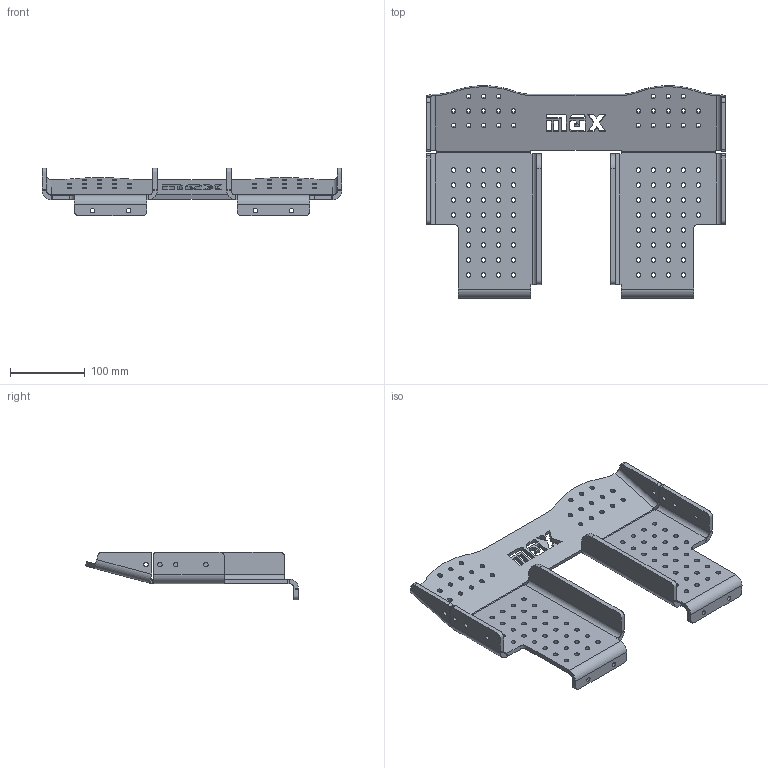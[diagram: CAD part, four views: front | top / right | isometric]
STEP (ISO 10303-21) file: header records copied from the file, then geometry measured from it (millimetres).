
FILE_DESCRIPTION(('Open CASCADE Model'),'2;1');
FILE_NAME('Open CASCADE Shape Model','2020-10-17T11:00:35',( 'CAD Processor'),('OPEN CASCADE S.A.S'), 'Open CASCADE STEP processor 7.4','CAD Processor','Unknown');
FILE_SCHEMA(('AUTOMOTIVE_DESIGN { 1 0 10303 214 1 1 1 1 }'));
Length unit declared in the file: inch
Products named in the file (1): Sketched_Bend4
Bounding box: 400 x 283.89 x 63.49 mm (x, y, z)
Volume: 616308.2 mm3; surface area: 234370.3 mm2
Topology: 1 solids, 1 shells, 410 faces, 1144 edges, 736 vertices
Faces by surface type: cylinder 250, plane 141, bspline 19
Entity records: 15651 total; most frequent: CARTESIAN_POINT 4320, DIRECTION 2390, ORIENTED_EDGE 2288, EDGE_CURVE 1144, AXIS2_PLACEMENT_3D 892, VERTEX_POINT 736, FACE_BOUND 642, EDGE_LOOP 642
